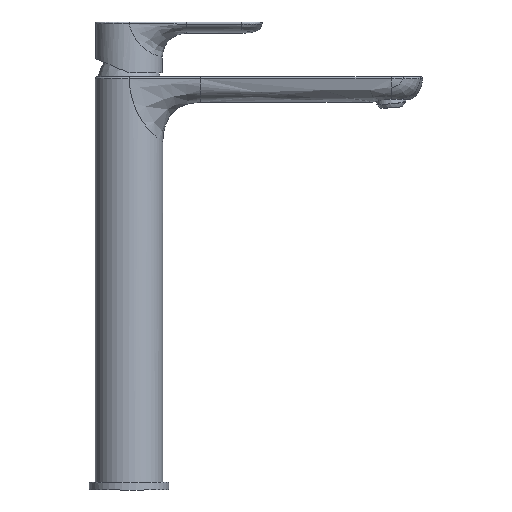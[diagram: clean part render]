
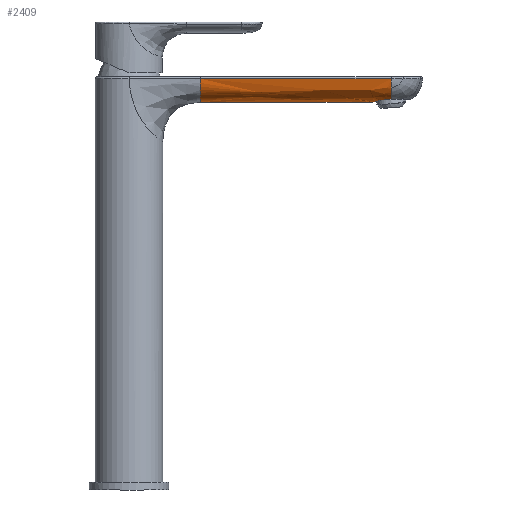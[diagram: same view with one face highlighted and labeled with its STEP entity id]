
A CAD part, front view. The second image highlights one B-rep face of the part: STEP entity #2409.
In plain terms, the highlighted free-form (B-spline) face has degree [3, 1] with [6, 2] control points.
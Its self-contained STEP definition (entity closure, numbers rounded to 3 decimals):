
#104=B_SPLINE_CURVE_WITH_KNOTS('',3,(#7978,#7979,#7980,#7981,#7982,#7983,
#7984,#7985,#7986,#7987,#7988,#7989,#7990,#7991,#7992,#7993,#7994,#7995),
 .UNSPECIFIED.,.F.,.F.,(4,2,2,2,2,2,2,2,4),(-1.989,-1.716,
-1.446,-0.995,-0.56,-0.234,
-0.113,-0.053,0.),
 .UNSPECIFIED.);
#112=B_SPLINE_CURVE_WITH_KNOTS('',3,(#8543,#8544,#8545,#8546,#8547,#8548,
#8549,#8550,#8551,#8552,#8553,#8554,#8555,#8556,#8557,#8558,#8559,#8560,
#8561,#8562,#8563,#8564,#8565,#8566,#8567,#8568,#8569,#8570,#8571,#8572,
#8573,#8574,#8575,#8576),.UNSPECIFIED.,.F.,.F.,(4,3,3,3,3,3,3,3,3,3,3,4),
(0.,0.108,0.183,0.246,
0.384,0.426,0.455,0.639,0.696,
0.728,0.884,1.),.UNSPECIFIED.);
#114=B_SPLINE_CURVE_WITH_KNOTS('',3,(#8775,#8776,#8777,#8778,#8779,#8780,
#8781,#8782,#8783,#8784,#8785),.UNSPECIFIED.,.F.,.F.,(4,1,1,1,1,1,1,1,4),
(0.,0.099,0.228,0.357,0.485,0.614,
0.743,0.871,1.),.UNSPECIFIED.);
#115=B_SPLINE_CURVE_WITH_KNOTS('',3,(#8787,#8788,#8789,#8790,#8791,#8792,
#8793,#8794,#8795,#8796),.UNSPECIFIED.,.F.,.F.,(4,2,2,2,4),(0.,
0.303,0.609,0.915,1.),.UNSPECIFIED.);
#136=B_SPLINE_SURFACE_WITH_KNOTS('',3,1,((#8762,#8763),(#8764,#8765),(#8766,
#8767),(#8768,#8769),(#8770,#8771),(#8772,#8773)),.UNSPECIFIED.,.F.,.F.,
 .F.,(4,1,1,4),(2,2),(0.,0.25,0.5,1.),(0.,17.626),
 .UNSPECIFIED.);
#357=LINE('',#8760,#495);
#358=LINE('',#8786,#496);
#495=VECTOR('',#3425,120.);
#496=VECTOR('',#3428,107.452);
#646=FACE_OUTER_BOUND('',#796,.T.);
#796=EDGE_LOOP('',(#2168,#2169,#2170,#2171,#2172,#2173));
#1165=VERTEX_POINT('',#7923);
#1169=VERTEX_POINT('',#7971);
#1174=VERTEX_POINT('',#8511);
#1175=VERTEX_POINT('',#8702);
#1176=VERTEX_POINT('',#8759);
#1177=VERTEX_POINT('',#8774);
#1499=EDGE_CURVE('',#1165,#1169,#104,.T.);
#1511=EDGE_CURVE('',#1169,#1174,#112,.T.);
#1515=EDGE_CURVE('',#1175,#1176,#357,.T.);
#1517=EDGE_CURVE('',#1176,#1177,#114,.T.);
#1518=EDGE_CURVE('',#1177,#1165,#358,.T.);
#1519=EDGE_CURVE('',#1175,#1174,#115,.T.);
#2168=ORIENTED_EDGE('',*,*,#1515,.T.);
#2169=ORIENTED_EDGE('',*,*,#1517,.T.);
#2170=ORIENTED_EDGE('',*,*,#1518,.T.);
#2171=ORIENTED_EDGE('',*,*,#1499,.T.);
#2172=ORIENTED_EDGE('',*,*,#1511,.T.);
#2173=ORIENTED_EDGE('',*,*,#1519,.F.);
#2409=ADVANCED_FACE('',(#646),#136,.T.);
#3425=DIRECTION('',(-0.996,0.,-0.087));
#3428=DIRECTION('',(0.996,0.,0.087));
#7923=CARTESIAN_POINT('',(-12.5,0.,-4.494));
#7971=CARTESIAN_POINT('',(0.177,12.5,-5.443));
#7978=CARTESIAN_POINT('Ctrl Pts',(-12.5,0.,
-4.494));
#7979=CARTESIAN_POINT('Ctrl Pts',(-12.5,0.91,-4.493));
#7980=CARTESIAN_POINT('Ctrl Pts',(-12.401,1.816,-4.507));
#7981=CARTESIAN_POINT('Ctrl Pts',(-12.009,3.586,-4.565));
#7982=CARTESIAN_POINT('Ctrl Pts',(-11.719,4.443,-4.61));
#7983=CARTESIAN_POINT('Ctrl Pts',(-10.707,6.623,-4.771));
#7984=CARTESIAN_POINT('Ctrl Pts',(-9.836,7.857,-4.916));
#7985=CARTESIAN_POINT('Ctrl Pts',(-7.744,9.917,-5.218));
#7986=CARTESIAN_POINT('Ctrl Pts',(-6.55,10.743,-5.373));
#7987=CARTESIAN_POINT('Ctrl Pts',(-4.257,11.803,-5.545));
#7988=CARTESIAN_POINT('Ctrl Pts',(-3.217,12.128,-5.586));
#7989=CARTESIAN_POINT('Ctrl Pts',(-1.75,12.383,-5.562));
#7990=CARTESIAN_POINT('Ctrl Pts',(-1.351,12.433,-5.548));
#7991=CARTESIAN_POINT('Ctrl Pts',(-0.752,12.479,-5.515));
#7992=CARTESIAN_POINT('Ctrl Pts',(-0.553,12.489,-5.502));
#7993=CARTESIAN_POINT('Ctrl Pts',(-0.177,12.5,-5.474));
#7994=CARTESIAN_POINT('Ctrl Pts',(0.001,12.501,
-5.459));
#7995=CARTESIAN_POINT('Ctrl Pts',(0.177,12.499,-5.442));
#8511=CARTESIAN_POINT('',(0.786,19.931,-12.384));
#8543=CARTESIAN_POINT('Ctrl Pts',(0.177,12.5,-5.443));
#8544=CARTESIAN_POINT('Ctrl Pts',(0.191,12.865,-5.596));
#8545=CARTESIAN_POINT('Ctrl Pts',(0.205,13.222,-5.759));
#8546=CARTESIAN_POINT('Ctrl Pts',(0.221,13.568,-5.932));
#8547=CARTESIAN_POINT('Ctrl Pts',(0.232,13.806,-6.051));
#8548=CARTESIAN_POINT('Ctrl Pts',(0.243,14.039,-6.175));
#8549=CARTESIAN_POINT('Ctrl Pts',(0.254,14.268,-6.303));
#8550=CARTESIAN_POINT('Ctrl Pts',(0.264,14.462,-6.411));
#8551=CARTESIAN_POINT('Ctrl Pts',(0.273,14.652,-6.523));
#8552=CARTESIAN_POINT('Ctrl Pts',(0.284,14.839,-6.638));
#8553=CARTESIAN_POINT('Ctrl Pts',(0.306,15.249,-6.891));
#8554=CARTESIAN_POINT('Ctrl Pts',(0.329,15.643,-7.16));
#8555=CARTESIAN_POINT('Ctrl Pts',(0.354,16.019,-7.447));
#8556=CARTESIAN_POINT('Ctrl Pts',(0.362,16.132,-7.533));
#8557=CARTESIAN_POINT('Ctrl Pts',(0.369,16.244,-7.622));
#8558=CARTESIAN_POINT('Ctrl Pts',(0.377,16.355,-7.711));
#8559=CARTESIAN_POINT('Ctrl Pts',(0.383,16.432,-7.774));
#8560=CARTESIAN_POINT('Ctrl Pts',(0.388,16.509,-7.838));
#8561=CARTESIAN_POINT('Ctrl Pts',(0.394,16.585,-7.902));
#8562=CARTESIAN_POINT('Ctrl Pts',(0.429,17.062,-8.308));
#8563=CARTESIAN_POINT('Ctrl Pts',(0.468,17.507,-8.745));
#8564=CARTESIAN_POINT('Ctrl Pts',(0.509,17.918,-9.216));
#8565=CARTESIAN_POINT('Ctrl Pts',(0.521,18.044,-9.36));
#8566=CARTESIAN_POINT('Ctrl Pts',(0.534,18.167,-9.507));
#8567=CARTESIAN_POINT('Ctrl Pts',(0.547,18.286,-9.658));
#8568=CARTESIAN_POINT('Ctrl Pts',(0.555,18.354,-9.743));
#8569=CARTESIAN_POINT('Ctrl Pts',(0.562,18.42,-9.829));
#8570=CARTESIAN_POINT('Ctrl Pts',(0.57,18.486,-9.916));
#8571=CARTESIAN_POINT('Ctrl Pts',(0.608,18.808,-10.344));
#8572=CARTESIAN_POINT('Ctrl Pts',(0.647,19.105,-10.797));
#8573=CARTESIAN_POINT('Ctrl Pts',(0.689,19.375,-11.276));
#8574=CARTESIAN_POINT('Ctrl Pts',(0.72,19.575,-11.631));
#8575=CARTESIAN_POINT('Ctrl Pts',(0.752,19.76,-12.));
#8576=CARTESIAN_POINT('Ctrl Pts',(0.786,19.931,-12.384));
#8702=CARTESIAN_POINT('',(1.303,21.227,-18.298));
#8759=CARTESIAN_POINT('',(-118.24,21.227,-28.756));
#8760=CARTESIAN_POINT('',(1.303,21.227,-18.298));
#8762=CARTESIAN_POINT('Ctrl Pts',(-119.411,21.238,-29.142));
#8763=CARTESIAN_POINT('Ctrl Pts',(56.175,21.238,-13.78));
#8764=CARTESIAN_POINT('Ctrl Pts',(-119.669,21.14,-26.186));
#8765=CARTESIAN_POINT('Ctrl Pts',(55.917,21.14,-10.825));
#8766=CARTESIAN_POINT('Ctrl Pts',(-120.088,19.814,-21.402));
#8767=CARTESIAN_POINT('Ctrl Pts',(55.498,19.814,-6.04));
#8768=CARTESIAN_POINT('Ctrl Pts',(-120.619,13.648,-15.335));
#8769=CARTESIAN_POINT('Ctrl Pts',(54.967,13.648,0.027));
#8770=CARTESIAN_POINT('Ctrl Pts',(-120.742,5.864,-13.932));
#8771=CARTESIAN_POINT('Ctrl Pts',(54.845,5.864,1.43));
#8772=CARTESIAN_POINT('Ctrl Pts',(-120.739,-0.296,
-13.964));
#8773=CARTESIAN_POINT('Ctrl Pts',(54.847,-0.296,1.398));
#8774=CARTESIAN_POINT('',(-119.543,0.,-13.859));
#8775=CARTESIAN_POINT('Ctrl Pts',(-118.24,21.227,-28.756));
#8776=CARTESIAN_POINT('Ctrl Pts',(-118.34,21.175,-27.617));
#8777=CARTESIAN_POINT('Ctrl Pts',(-118.552,20.859,-25.194));
#8778=CARTESIAN_POINT('Ctrl Pts',(-118.827,19.718,-22.046));
#8779=CARTESIAN_POINT('Ctrl Pts',(-119.065,17.798,-19.321));
#8780=CARTESIAN_POINT('Ctrl Pts',(-119.25,15.258,-17.213));
#8781=CARTESIAN_POINT('Ctrl Pts',(-119.386,12.168,-15.653));
#8782=CARTESIAN_POINT('Ctrl Pts',(-119.479,8.575,-14.593));
#8783=CARTESIAN_POINT('Ctrl Pts',(-119.532,4.529,-13.986));
#8784=CARTESIAN_POINT('Ctrl Pts',(-119.543,1.552,-13.859));
#8785=CARTESIAN_POINT('Ctrl Pts',(-119.543,0.,
-13.859));
#8786=CARTESIAN_POINT('',(-119.543,0.,-13.859));
#8787=CARTESIAN_POINT('Ctrl Pts',(1.303,21.227,-18.298));
#8788=CARTESIAN_POINT('Ctrl Pts',(1.242,21.195,-17.601));
#8789=CARTESIAN_POINT('Ctrl Pts',(1.184,21.131,-16.937));
#8790=CARTESIAN_POINT('Ctrl Pts',(1.073,20.942,-15.663));
#8791=CARTESIAN_POINT('Ctrl Pts',(1.019,20.817,-15.054));
#8792=CARTESIAN_POINT('Ctrl Pts',(0.918,20.508,-13.893));
#8793=CARTESIAN_POINT('Ctrl Pts',(0.87,20.324,-13.341));
#8794=CARTESIAN_POINT('Ctrl Pts',(0.811,20.054,-12.67));
#8795=CARTESIAN_POINT('Ctrl Pts',(0.798,19.993,-12.526));
#8796=CARTESIAN_POINT('Ctrl Pts',(0.786,19.93,-12.384));
